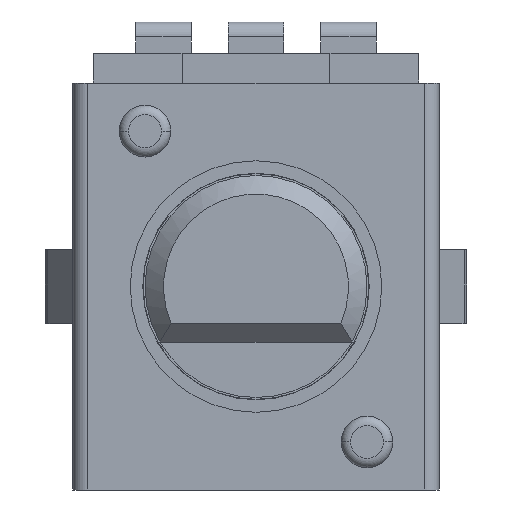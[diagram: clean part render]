
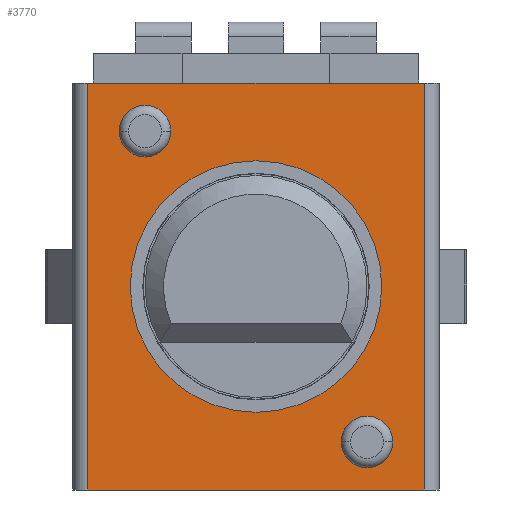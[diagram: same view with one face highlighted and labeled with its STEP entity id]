
A CAD part, front view. The second image highlights one B-rep face of the part: STEP entity #3770.
In plain terms, the highlighted planar face has unit normal (0, -1, 0).
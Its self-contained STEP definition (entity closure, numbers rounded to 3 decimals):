
#311=DIRECTION('',(1.,0.,0.));
#312=VECTOR('',#311,9.1);
#313=CARTESIAN_POINT('',(-4.55,-0.4,-5.5));
#314=LINE('',#313,#312);
#348=DIRECTION('',(0.,0.,-1.));
#349=VECTOR('',#348,11.);
#350=CARTESIAN_POINT('',(-4.55,-0.4,5.5));
#351=LINE('',#350,#349);
#352=DIRECTION('',(1.,0.,0.));
#353=VECTOR('',#352,9.1);
#354=CARTESIAN_POINT('',(-4.55,-0.4,5.5));
#355=LINE('',#354,#353);
#356=CARTESIAN_POINT('',(0.,-0.4,0.));
#357=DIRECTION('',(0.,-1.,0.));
#358=DIRECTION('',(1.,0.,0.));
#359=AXIS2_PLACEMENT_3D('',#356,#357,#358);
#361=CARTESIAN_POINT('',(0.,-0.4,0.));
#362=DIRECTION('',(0.,-1.,0.));
#363=DIRECTION('',(-1.,0.,0.));
#364=AXIS2_PLACEMENT_3D('',#361,#362,#363);
#366=CARTESIAN_POINT('',(3.,-0.4,-4.2));
#367=DIRECTION('',(0.,-1.,0.));
#368=DIRECTION('',(0.,0.,-1.));
#369=AXIS2_PLACEMENT_3D('',#366,#367,#368);
#371=CARTESIAN_POINT('',(3.,-0.4,-4.2));
#372=DIRECTION('',(0.,-1.,0.));
#373=DIRECTION('',(0.,0.,1.));
#374=AXIS2_PLACEMENT_3D('',#371,#372,#373);
#376=CARTESIAN_POINT('',(-3.,-0.4,4.2));
#377=DIRECTION('',(0.,-1.,0.));
#378=DIRECTION('',(0.,0.,1.));
#379=AXIS2_PLACEMENT_3D('',#376,#377,#378);
#381=CARTESIAN_POINT('',(-3.,-0.4,4.2));
#382=DIRECTION('',(0.,-1.,0.));
#383=DIRECTION('',(0.,0.,-1.));
#384=AXIS2_PLACEMENT_3D('',#381,#382,#383);
#386=DIRECTION('',(0.,0.,1.));
#387=VECTOR('',#386,11.);
#388=CARTESIAN_POINT('',(4.55,-0.4,-5.5));
#389=LINE('',#388,#387);
#2583=CARTESIAN_POINT('',(-4.55,-0.4,-5.5));
#2584=VERTEX_POINT('',#2583);
#2585=CARTESIAN_POINT('',(4.55,-0.4,-5.5));
#2586=VERTEX_POINT('',#2585);
#2643=CARTESIAN_POINT('',(3.4,-0.4,0.));
#2644=CARTESIAN_POINT('',(-3.4,-0.4,0.));
#2645=VERTEX_POINT('',#2643);
#2646=VERTEX_POINT('',#2644);
#2647=CARTESIAN_POINT('',(-4.55,-0.4,5.5));
#2648=VERTEX_POINT('',#2647);
#2649=CARTESIAN_POINT('',(4.55,-0.4,5.5));
#2650=VERTEX_POINT('',#2649);
#2651=CARTESIAN_POINT('',(3.,-0.4,-4.9));
#2652=CARTESIAN_POINT('',(3.,-0.4,-3.5));
#2653=VERTEX_POINT('',#2651);
#2654=VERTEX_POINT('',#2652);
#2655=CARTESIAN_POINT('',(-3.,-0.4,4.9));
#2656=CARTESIAN_POINT('',(-3.,-0.4,3.5));
#2657=VERTEX_POINT('',#2655);
#2658=VERTEX_POINT('',#2656);
#3740=CARTESIAN_POINT('',(-4.55,-0.4,-5.5));
#3741=DIRECTION('',(0.,-1.,0.));
#3742=DIRECTION('',(1.,0.,0.));
#3743=AXIS2_PLACEMENT_3D('',#3740,#3741,#3742);
#3744=PLANE('',#3743);
#3745=ORIENTED_EDGE('',*,*,#3708,.F.);
#3746=ORIENTED_EDGE('',*,*,#3735,.F.);
#3747=ORIENTED_EDGE('',*,*,#3407,.T.);
#3749=ORIENTED_EDGE('',*,*,#3748,.F.);
#3750=EDGE_LOOP('',(#3745,#3746,#3747,#3749));
#3751=FACE_OUTER_BOUND('',#3750,.F.);
#3753=ORIENTED_EDGE('',*,*,#3752,.T.);
#3755=ORIENTED_EDGE('',*,*,#3754,.T.);
#3756=EDGE_LOOP('',(#3753,#3755));
#3757=FACE_BOUND('',#3756,.F.);
#3759=ORIENTED_EDGE('',*,*,#3758,.T.);
#3761=ORIENTED_EDGE('',*,*,#3760,.T.);
#3762=EDGE_LOOP('',(#3759,#3761));
#3763=FACE_BOUND('',#3762,.F.);
#3765=ORIENTED_EDGE('',*,*,#3764,.T.);
#3767=ORIENTED_EDGE('',*,*,#3766,.T.);
#3768=EDGE_LOOP('',(#3765,#3767));
#3769=FACE_BOUND('',#3768,.F.);
#3770=ADVANCED_FACE('',(#3751,#3757,#3763,#3769),#3744,.T.);
#360=CIRCLE('',#359,3.4);
#365=CIRCLE('',#364,3.4);
#370=CIRCLE('',#369,0.7);
#375=CIRCLE('',#374,0.7);
#380=CIRCLE('',#379,0.7);
#385=CIRCLE('',#384,0.7);
#3407=EDGE_CURVE('',#2648,#2650,#355,.T.);
#3708=EDGE_CURVE('',#2584,#2586,#314,.T.);
#3735=EDGE_CURVE('',#2648,#2584,#351,.T.);
#3748=EDGE_CURVE('',#2586,#2650,#389,.T.);
#3752=EDGE_CURVE('',#2645,#2646,#360,.T.);
#3754=EDGE_CURVE('',#2646,#2645,#365,.T.);
#3758=EDGE_CURVE('',#2653,#2654,#370,.T.);
#3760=EDGE_CURVE('',#2654,#2653,#375,.T.);
#3764=EDGE_CURVE('',#2657,#2658,#380,.T.);
#3766=EDGE_CURVE('',#2658,#2657,#385,.T.);
